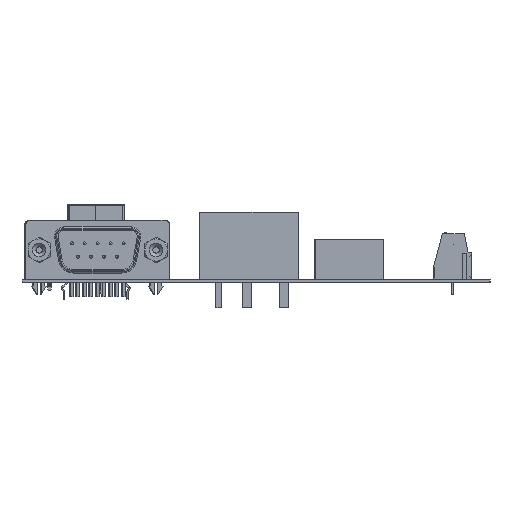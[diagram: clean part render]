
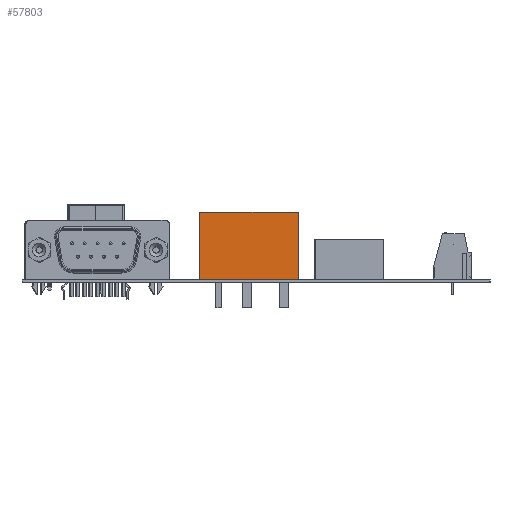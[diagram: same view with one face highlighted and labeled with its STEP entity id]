
A CAD part, left-side view. The second image highlights one B-rep face of the part: STEP entity #57803.
In plain terms, the highlighted face is planar.
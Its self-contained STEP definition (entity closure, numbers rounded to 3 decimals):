
#57285 = VERTEX_POINT('',#57286);
#57286 = CARTESIAN_POINT('',(-10.528,7.861,0.));
#57292 = EDGE_CURVE('',#57285,#57293,#57295,.T.);
#57293 = VERTEX_POINT('',#57294);
#57294 = CARTESIAN_POINT('',(10.528,7.861,0.));
#57295 = LINE('',#57296,#57297);
#57296 = CARTESIAN_POINT('',(-10.528,7.861,0.));
#57297 = VECTOR('',#57298,1.);
#57298 = DIRECTION('',(1.,0.,0.));
#57784 = EDGE_CURVE('',#57785,#57293,#57787,.T.);
#57785 = VERTEX_POINT('',#57786);
#57786 = CARTESIAN_POINT('',(10.528,7.861,-14.503));
#57787 = LINE('',#57788,#57789);
#57788 = CARTESIAN_POINT('',(10.528,7.861,-14.503));
#57789 = VECTOR('',#57790,1.);
#57790 = DIRECTION('',(0.,0.,1.));
#57803 = ADVANCED_FACE('',(#57804),#57822,.T.);
#57804 = FACE_BOUND('',#57805,.F.);
#57805 = EDGE_LOOP('',(#57806,#57807,#57815,#57821));
#57806 = ORIENTED_EDGE('',*,*,#57292,.F.);
#57807 = ORIENTED_EDGE('',*,*,#57808,.F.);
#57808 = EDGE_CURVE('',#57809,#57285,#57811,.T.);
#57809 = VERTEX_POINT('',#57810);
#57810 = CARTESIAN_POINT('',(-10.528,7.861,-14.503));
#57811 = LINE('',#57812,#57813);
#57812 = CARTESIAN_POINT('',(-10.528,7.861,-14.503));
#57813 = VECTOR('',#57814,1.);
#57814 = DIRECTION('',(0.,0.,1.));
#57815 = ORIENTED_EDGE('',*,*,#57816,.T.);
#57816 = EDGE_CURVE('',#57809,#57785,#57817,.T.);
#57817 = LINE('',#57818,#57819);
#57818 = CARTESIAN_POINT('',(-10.528,7.861,-14.503));
#57819 = VECTOR('',#57820,1.);
#57820 = DIRECTION('',(1.,0.,0.));
#57821 = ORIENTED_EDGE('',*,*,#57784,.T.);
#57822 = PLANE('',#57823);
#57823 = AXIS2_PLACEMENT_3D('',#57824,#57825,#57826);
#57824 = CARTESIAN_POINT('',(10.528,7.861,0.));
#57825 = DIRECTION('',(0.,1.,0.));
#57826 = DIRECTION('',(-1.,0.,0.));
